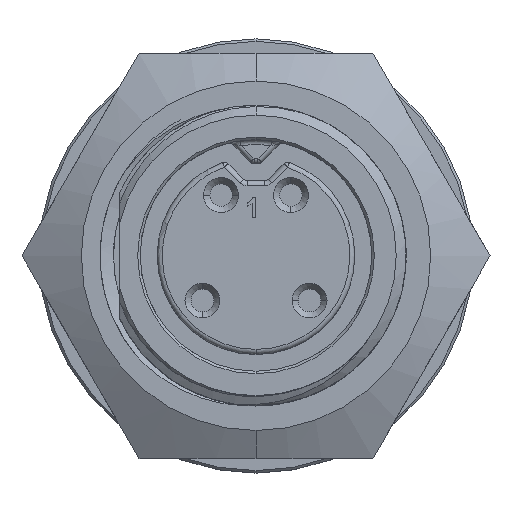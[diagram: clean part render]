
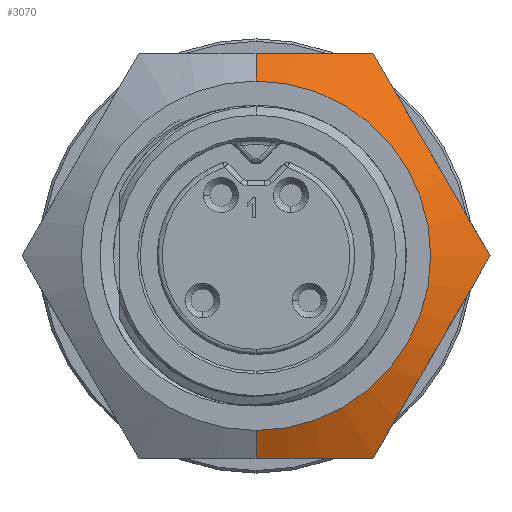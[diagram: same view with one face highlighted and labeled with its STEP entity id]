
A CAD part, top view. The second image highlights one B-rep face of the part: STEP entity #3070.
In plain terms, the highlighted conical face has half-angle 61.689 degrees and reference radius 11.926 mm.
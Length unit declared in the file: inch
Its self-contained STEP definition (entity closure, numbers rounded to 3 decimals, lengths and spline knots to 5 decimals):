
#58 = ORIENTED_EDGE ( 'NONE', *, *, #3598, .F. ) ;
#63 = ORIENTED_EDGE ( 'NONE', *, *, #2915, .F. ) ;
#377 = ORIENTED_EDGE ( 'NONE', *, *, #3406, .F. ) ;
#595 = CARTESIAN_POINT ( 'NONE',  ( 0.25359, 0.37277, 0.26434 ) ) ;
#601 = CARTESIAN_POINT ( 'NONE',  ( 0.43026, 0.06677, 0.27287 ) ) ;
#612 = CARTESIAN_POINT ( 'NONE',  ( 0.2729, 0.33932, 0.27284 ) ) ;
#633 = CARTESIAN_POINT ( 'NONE',  ( 0.39111, 0.13457, 0.28398 ) ) ;
#667 = CARTESIAN_POINT ( 'NONE',  ( 0.31188, 0.27181, 0.2846 ) ) ;
#701 = CARTESIAN_POINT ( 'NONE',  ( 0.46881, 0., 0.254 ) ) ;
#709 = CARTESIAN_POINT ( 'NONE',  ( 0.37135, 0.1688, 0.28705 ) ) ;
#718 = CARTESIAN_POINT ( 'NONE',  ( 0.40094, 0.11756, 0.2817 ) ) ;
#731 = CARTESIAN_POINT ( 'NONE',  ( 0.36138, 0.18608, 0.28784 ) ) ;
#742 = CARTESIAN_POINT ( 'NONE',  ( 0.33155, 0.23774, 0.28782 ) ) ;
#743 = CARTESIAN_POINT ( 'NONE',  ( 0.4496, 0.03326, 0.26435 ) ) ;
#767 = CARTESIAN_POINT ( 'NONE',  ( 0.2344, 0.406, 0.254 ) ) ;
#833 = VERTEX_POINT ( 'NONE', #5159 ) ;
#835 = VERTEX_POINT ( 'NONE', #4868 ) ;
#836 = VERTEX_POINT ( 'NONE', #4942 ) ;
#1053 = VERTEX_POINT ( 'NONE', #5586 ) ;
#1085 = VERTEX_POINT ( 'NONE', #5655 ) ;
#1137 = VERTEX_POINT ( 'NONE', #5704 ) ;
#1500 = EDGE_LOOP ( 'NONE', ( #4712, #4627, #4424, #4491, #63, #377, #58 ) ) ;
#1647 = VERTEX_POINT ( 'NONE', #4933 ) ;
#2915 = EDGE_CURVE ( 'NONE', #1085, #1647, #26158, .T. ) ;
#3070 = ADVANCED_FACE ( 'NONE', ( #6261 ), #16963, .T. ) ;
#3160 = EDGE_CURVE ( 'NONE', #1647, #833, #26275, .T. ) ;
#3309 = EDGE_CURVE ( 'NONE', #836, #1053, #16919, .T. ) ;
#3406 = EDGE_CURVE ( 'NONE', #1137, #1085, #26186, .T. ) ;
#3598 = EDGE_CURVE ( 'NONE', #1053, #1137, #20512, .T. ) ;
#3759 = EDGE_CURVE ( 'NONE', #836, #835, #13231, .T. ) ;
#3933 = EDGE_CURVE ( 'NONE', #833, #835, #26241, .T. ) ;
#4424 = ORIENTED_EDGE ( 'NONE', *, *, #3933, .F. ) ;
#4491 = ORIENTED_EDGE ( 'NONE', *, *, #3160, .F. ) ;
#4627 = ORIENTED_EDGE ( 'NONE', *, *, #3759, .T. ) ;
#4712 = ORIENTED_EDGE ( 'NONE', *, *, #3309, .F. ) ;
#4868 = CARTESIAN_POINT ( 'NONE',  ( 0., -0.406, 0.28783 ) ) ;
#4933 = CARTESIAN_POINT ( 'NONE',  ( 0.46881, 0., 0.254 ) ) ;
#4942 = CARTESIAN_POINT ( 'NONE',  ( 0., -0.35, 0.318 ) ) ;
#5159 = CARTESIAN_POINT ( 'NONE',  ( 0.2344, -0.406, 0.254 ) ) ;
#5586 = CARTESIAN_POINT ( 'NONE',  ( 0., 0.35, 0.318 ) ) ;
#5655 = CARTESIAN_POINT ( 'NONE',  ( 0.2344, 0.406, 0.254 ) ) ;
#5704 = CARTESIAN_POINT ( 'NONE',  ( 0., 0.406, 0.28783 ) ) ;
#6261 = FACE_OUTER_BOUND ( 'NONE', #1500, .T. ) ;
#6263 = AXIS2_PLACEMENT_3D ( 'NONE', #23260, #23261, #23262 ) ;
#8945 = VECTOR ( 'NONE', #20514, 39.37008 ) ;
#9061 = AXIS2_PLACEMENT_3D ( 'NONE', #24141, #24142, #24143 ) ;
#11054 = CARTESIAN_POINT ( 'NONE',  ( 0., 0.406, 0.28783 ) ) ;
#11056 = CARTESIAN_POINT ( 'NONE',  ( 0.01986, 0.406, 0.28783 ) ) ;
#11058 = CARTESIAN_POINT ( 'NONE',  ( 0.03978, 0.406, 0.28704 ) ) ;
#11060 = CARTESIAN_POINT ( 'NONE',  ( 0.07924, 0.406, 0.28396 ) ) ;
#11062 = CARTESIAN_POINT ( 'NONE',  ( 0.09886, 0.406, 0.28167 ) ) ;
#11064 = CARTESIAN_POINT ( 'NONE',  ( 0.15742, 0.406, 0.27284 ) ) ;
#11066 = CARTESIAN_POINT ( 'NONE',  ( 0.19605, 0.406, 0.26433 ) ) ;
#11068 = CARTESIAN_POINT ( 'NONE',  ( 0.2344, 0.406, 0.254 ) ) ;
#13231 = LINE ( 'NONE', #13232, #16761 ) ;
#13232 = CARTESIAN_POINT ( 'NONE',  ( 0., -0.46952, 0.25362 ) ) ;
#13233 = DIRECTION ( 'NONE',  ( 0., -0.88, -0.474 ) ) ;
#15052 = CARTESIAN_POINT ( 'NONE',  ( 0.2344, -0.406, 0.254 ) ) ;
#15053 = CARTESIAN_POINT ( 'NONE',  ( 0.19597, -0.406, 0.26435 ) ) ;
#15054 = CARTESIAN_POINT ( 'NONE',  ( 0.1573, -0.406, 0.27286 ) ) ;
#15055 = CARTESIAN_POINT ( 'NONE',  ( 0.07923, -0.406, 0.28463 ) ) ;
#15056 = CARTESIAN_POINT ( 'NONE',  ( 0.03983, -0.406, 0.28783 ) ) ;
#15057 = CARTESIAN_POINT ( 'NONE',  ( 0., -0.406, 0.28783 ) ) ;
#16761 = VECTOR ( 'NONE', #13233, 39.37008 ) ;
#16919 = CIRCLE ( 'NONE', #9061, 0.35 ) ;
#16963 = CONICAL_SURFACE ( 'NONE', #6263, 0.46952, 1.077 ) ;
#20512 = LINE ( 'NONE', #20513, #8945 ) ;
#20513 = CARTESIAN_POINT ( 'NONE',  ( 0., 0.46952, 0.25362 ) ) ;
#20514 = DIRECTION ( 'NONE',  ( 0., 0.88, -0.474 ) ) ;
#23260 = CARTESIAN_POINT ( 'NONE',  ( 0., 0., 0.25362 ) ) ;
#23261 = DIRECTION ( 'NONE',  ( 0., 0., -1. ) ) ;
#23262 = DIRECTION ( 'NONE',  ( 0., 1., 0. ) ) ;
#24141 = CARTESIAN_POINT ( 'NONE',  ( 0., 0., 0.318 ) ) ;
#24142 = DIRECTION ( 'NONE',  ( 0., 0., 1. ) ) ;
#24143 = DIRECTION ( 'NONE',  ( 0., 1., 0. ) ) ;
#24913 = CARTESIAN_POINT ( 'NONE',  ( 0.46881, 0., 0.254 ) ) ;
#24914 = CARTESIAN_POINT ( 'NONE',  ( 0.44962, -0.03323, 0.26434 ) ) ;
#24915 = CARTESIAN_POINT ( 'NONE',  ( 0.43031, -0.06668, 0.27284 ) ) ;
#24916 = CARTESIAN_POINT ( 'NONE',  ( 0.39133, -0.13419, 0.2846 ) ) ;
#24917 = CARTESIAN_POINT ( 'NONE',  ( 0.37166, -0.16826, 0.28782 ) ) ;
#24918 = CARTESIAN_POINT ( 'NONE',  ( 0.34184, -0.21992, 0.28784 ) ) ;
#24919 = CARTESIAN_POINT ( 'NONE',  ( 0.33186, -0.2372, 0.28705 ) ) ;
#24920 = CARTESIAN_POINT ( 'NONE',  ( 0.3121, -0.27143, 0.28398 ) ) ;
#24921 = CARTESIAN_POINT ( 'NONE',  ( 0.30228, -0.28844, 0.2817 ) ) ;
#24922 = CARTESIAN_POINT ( 'NONE',  ( 0.27295, -0.33923, 0.27287 ) ) ;
#24923 = CARTESIAN_POINT ( 'NONE',  ( 0.25361, -0.37274, 0.26435 ) ) ;
#24924 = CARTESIAN_POINT ( 'NONE',  ( 0.2344, -0.406, 0.254 ) ) ;
#26158 = B_SPLINE_CURVE_WITH_KNOTS ( 'NONE', 3,
 ( #767, #595, #612, #667, #742, #731, #709, #633, #718, #601, #743, #701 ),
 .UNSPECIFIED., .F., .F.,
 ( 4, 2, 2, 2, 2, 4 ),
 ( 0., 0.003, 0.00601, 0.00751, 0.00901, 0.01201 ),
 .UNSPECIFIED. ) ;
#26186 = B_SPLINE_CURVE_WITH_KNOTS ( 'NONE', 3,
 ( #11054, #11056, #11058, #11060, #11062, #11064, #11066, #11068 ),
 .UNSPECIFIED., .F., .F.,
 ( 4, 2, 2, 4 ),
 ( 0.00602, 0.00751, 0.00901, 0.01201 ),
 .UNSPECIFIED. ) ;
#26241 = B_SPLINE_CURVE_WITH_KNOTS ( 'NONE', 3,
 ( #15052, #15053, #15054, #15055, #15056, #15057 ),
 .UNSPECIFIED., .F., .F.,
 ( 4, 2, 4 ),
 ( 0., 0.00301, 0.00602 ),
 .UNSPECIFIED. ) ;
#26275 = B_SPLINE_CURVE_WITH_KNOTS ( 'NONE', 3,
 ( #24913, #24914, #24915, #24916, #24917, #24918, #24919, #24920, #24921, #24922, #24923, #24924 ),
 .UNSPECIFIED., .F., .F.,
 ( 4, 2, 2, 2, 2, 4 ),
 ( 0., 0.003, 0.00601, 0.00751, 0.00901, 0.01201 ),
 .UNSPECIFIED. ) ;
